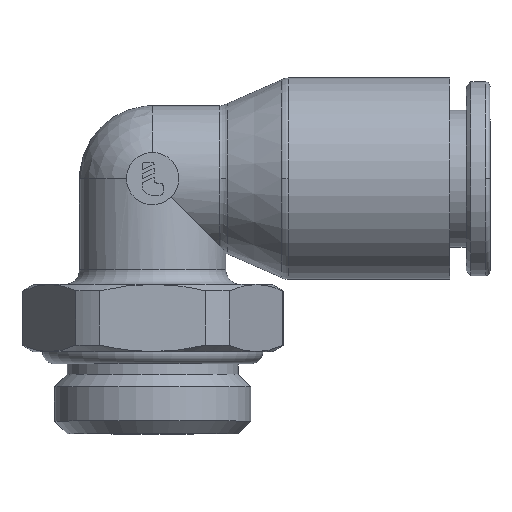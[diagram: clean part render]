
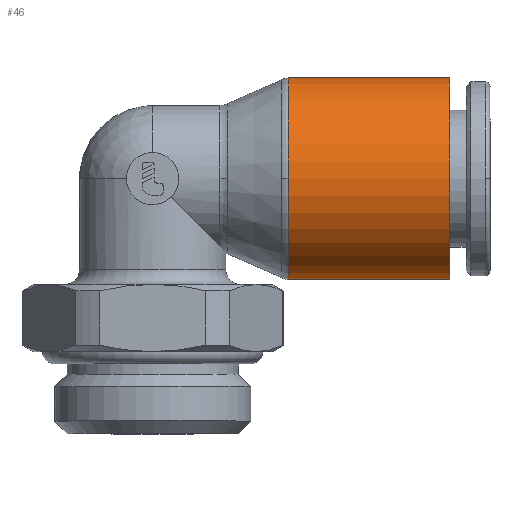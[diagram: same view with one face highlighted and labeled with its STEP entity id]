
A CAD part, top view. The second image highlights one B-rep face of the part: STEP entity #46.
In plain terms, the highlighted cylindrical face has radius 6.75 mm (diameter 13.5 mm), a partial arc.
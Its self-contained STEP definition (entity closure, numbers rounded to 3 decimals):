
#46=ADVANCED_FACE('',(#152),#153,.T.);
#152=FACE_OUTER_BOUND('',#374,.T.);
#153=CYLINDRICAL_SURFACE('',#375,6.75);
#374=EDGE_LOOP('',(#596,#597,#598,#599,#600));
#375=AXIS2_PLACEMENT_3D('',#601,#602,#603);
#596=ORIENTED_EDGE('',*,*,#1423,.F.);
#597=ORIENTED_EDGE('',*,*,#1424,.T.);
#598=ORIENTED_EDGE('',*,*,#1425,.T.);
#599=ORIENTED_EDGE('',*,*,#1426,.F.);
#600=ORIENTED_EDGE('',*,*,#1427,.F.);
#601=CARTESIAN_POINT('',(-5.4,0.0,0.0));
#602=DIRECTION('',(1.0,0.0,0.0));
#603=DIRECTION('',(0.0,1.0,0.0));
#1423=EDGE_CURVE('',#1679,#1680,#1681,.T.);
#1424=EDGE_CURVE('',#1679,#1682,#1683,.T.);
#1425=EDGE_CURVE('',#1682,#1684,#1685,.T.);
#1426=EDGE_CURVE('',#1686,#1684,#1687,.T.);
#1427=EDGE_CURVE('',#1680,#1686,#1688,.T.);
#1679=VERTEX_POINT('',#2098);
#1680=VERTEX_POINT('',#2099);
#1681=LINE('',#2100,#2101);
#1682=VERTEX_POINT('',#2102);
#1683=CIRCLE('',#2103,6.75);
#1684=VERTEX_POINT('',#2104);
#1685=CIRCLE('',#2105,6.75);
#1686=VERTEX_POINT('',#2106);
#1687=LINE('',#2107,#2108);
#1688=CIRCLE('',#2109,6.75);
#2098=CARTESIAN_POINT('',(-10.8,6.75,0.0));
#2099=CARTESIAN_POINT('',(0.,6.75,0.0));
#2100=CARTESIAN_POINT('',(-5.4,6.75,0.));
#2101=VECTOR('',#3135,1.0);
#2102=CARTESIAN_POINT('',(-10.8,0.,6.75));
#2103=AXIS2_PLACEMENT_3D('',#3136,#3137,#3138);
#2104=CARTESIAN_POINT('',(-10.8,-6.75,0.));
#2105=AXIS2_PLACEMENT_3D('',#3139,#3140,#3141);
#2106=CARTESIAN_POINT('',(0.0,-6.75,0.));
#2107=CARTESIAN_POINT('',(-5.4,-6.75,0.));
#2108=VECTOR('',#3142,1.0);
#2109=AXIS2_PLACEMENT_3D('',#3143,#3144,#3145);
#3135=DIRECTION('',(1.0,0.0,0.0));
#3136=CARTESIAN_POINT('',(-10.8,0.0,0.0));
#3137=DIRECTION('',(1.0,0.0,0.0));
#3138=DIRECTION('',(0.0,1.0,0.0));
#3139=CARTESIAN_POINT('',(-10.8,0.0,0.0));
#3140=DIRECTION('',(1.0,0.0,0.0));
#3141=DIRECTION('',(0.0,1.0,0.0));
#3142=DIRECTION('',(-1.0,-0.0,-0.0));
#3143=CARTESIAN_POINT('',(0.,0.0,0.0));
#3144=DIRECTION('',(1.0,0.0,0.0));
#3145=DIRECTION('',(0.0,1.0,0.0));
